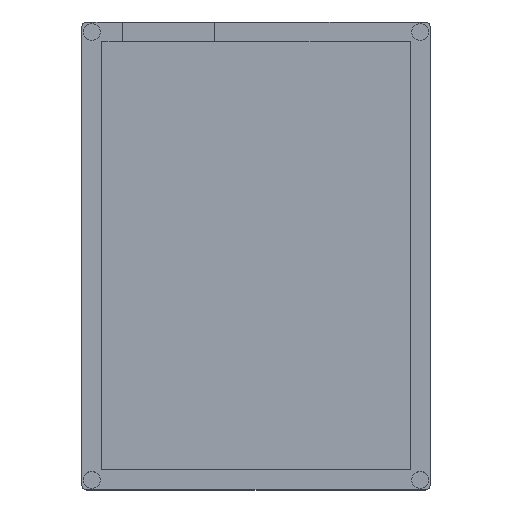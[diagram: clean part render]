
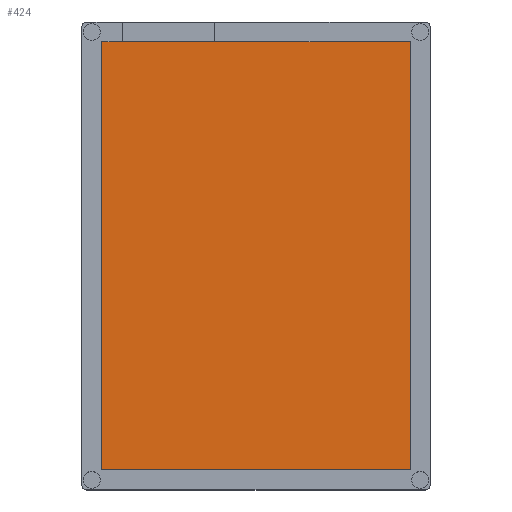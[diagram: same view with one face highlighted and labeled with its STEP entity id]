
A CAD part, top view. The second image highlights one B-rep face of the part: STEP entity #424.
In plain terms, the highlighted planar face has unit normal (0, 0, 1).
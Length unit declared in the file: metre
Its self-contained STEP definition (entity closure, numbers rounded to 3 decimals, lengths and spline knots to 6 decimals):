
#112=ORIENTED_EDGE('',*,*,#185,.F.);
#113=ORIENTED_EDGE('',*,*,#187,.T.);
#114=ORIENTED_EDGE('',*,*,#189,.T.);
#115=ORIENTED_EDGE('',*,*,#191,.F.);
#185=EDGE_CURVE('',#236,#237,#269,.T.);
#187=EDGE_CURVE('',#236,#238,#271,.T.);
#189=EDGE_CURVE('',#238,#239,#273,.T.);
#191=EDGE_CURVE('',#237,#239,#275,.T.);
#236=VERTEX_POINT('',#691);
#237=VERTEX_POINT('',#693);
#238=VERTEX_POINT('',#697);
#239=VERTEX_POINT('',#701);
#269=LINE('',#692,#309);
#271=LINE('',#696,#311);
#273=LINE('',#700,#313);
#275=LINE('',#704,#315);
#309=VECTOR('',#550,1.);
#311=VECTOR('',#554,1.);
#313=VECTOR('',#558,1.);
#315=VECTOR('',#562,1.);
#346=EDGE_LOOP('',(#112,#113,#114,#115));
#380=FACE_BOUND('',#346,.T.);
#402=PLANE('',#479);
#424=ADVANCED_FACE('',(#380),#402,.T.);
#479=AXIS2_PLACEMENT_3D('',#726,#591,#592);
#550=DIRECTION('',(1.,0.,0.));
#554=DIRECTION('',(0.,-1.,0.));
#558=DIRECTION('',(1.,0.,0.));
#562=DIRECTION('',(0.,-1.,0.));
#591=DIRECTION('',(0.,0.,1.));
#592=DIRECTION('',(1.,0.,0.));
#691=CARTESIAN_POINT('',(-0.031,0.043,0.003));
#692=CARTESIAN_POINT('',(0.011353,0.043,0.003));
#693=CARTESIAN_POINT('',(0.031,0.043,0.003));
#696=CARTESIAN_POINT('',(-0.031,0.,0.003));
#697=CARTESIAN_POINT('',(-0.031,-0.043,0.003));
#700=CARTESIAN_POINT('',(0.,-0.043,0.003));
#701=CARTESIAN_POINT('',(0.031,-0.043,0.003));
#704=CARTESIAN_POINT('',(0.031,0.,0.003));
#726=CARTESIAN_POINT('',(0.,0.,0.003));
